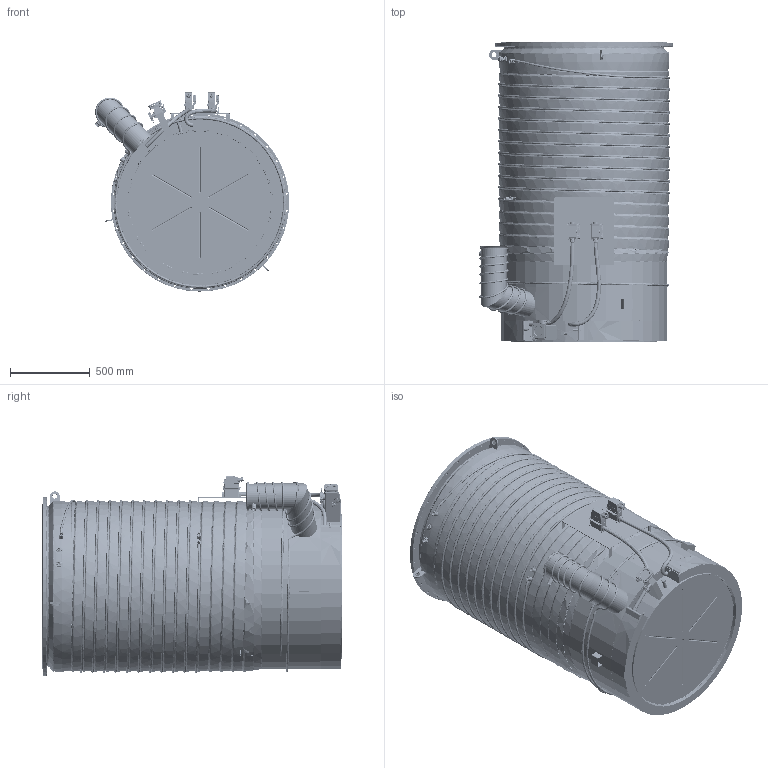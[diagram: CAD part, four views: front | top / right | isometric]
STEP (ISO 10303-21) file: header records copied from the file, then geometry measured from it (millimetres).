
FILE_DESCRIPTION(('STEP AP242'), '1');
FILE_NAME('ÍÄ-1000 ñ ØÐ èñõîäíèê ïîâåðõíîñòÿìè', '2025-09-09T11:55:49', ('User'), (''), 'C3D Converter', 'C3D Toolkit', '');
FILE_SCHEMA(('AP242_MANAGED_MODEL_BASED_3D_ENGINEERING_MIM_LF { 1 0 10303 442 1 1 4 }'));
Length unit declared in the file: millimetre
Bounding box: 1219.52 x 1886.85 x 1249.93 mm (x, y, z)
Surface area: 14093335.6 mm2 (no closed solid volume)
Topology: 0 solids, 185 shells, 2854 faces, 9270 edges, 6338 vertices
Faces by surface type: cylinder 1090, plane 852, torus 443, bspline 323, cone 120, sphere 25, revolution 1
Full cylindrical faces by diameter (mm): 2.95 x4, 3 x3, 3.35 x14, 3.4 x5, 4.65 x2, 5.4 x1, 5.5 x8, 5.9 x2, 6 x1, 6.6 x4, 7.6 x4, 8 x8, 8.4 x4, 8.8 x4, 9.8 x4, 10 x5, 10.8 x2, 11.5 x2, 12 x11, 13 x4, 13.5 x2, 14 x38, 14.2 x2, 15 x4, 16 x2, 16.662 x2, 18 x4, 18.6 x2, 18.7 x3, 20 x9
Entity records: 230862 total; most frequent: CARTESIAN_POINT 155616, DIRECTION 15042, ORIENTED_EDGE 14157, EDGE_CURVE 8842, VERTEX_POINT 6327, AXIS2_PLACEMENT_3D 5750, EDGE_LOOP 3619, LINE 3541
